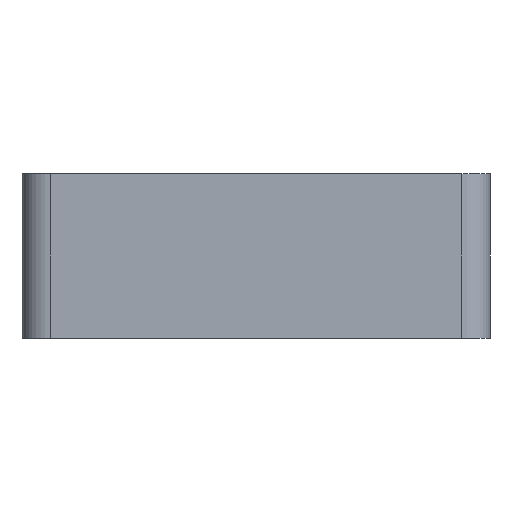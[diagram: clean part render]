
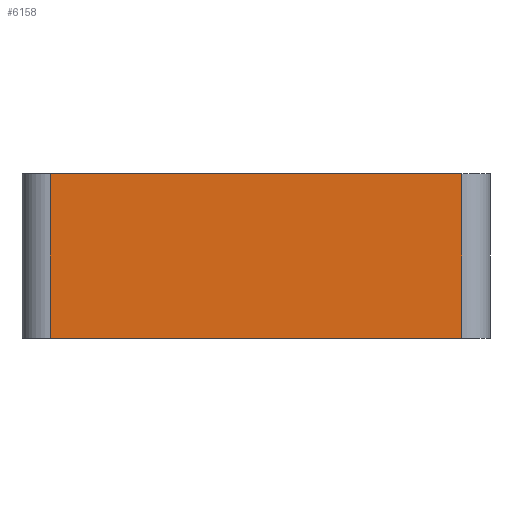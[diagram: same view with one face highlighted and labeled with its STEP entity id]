
A CAD part, left-side view. The second image highlights one B-rep face of the part: STEP entity #6158.
In plain terms, the highlighted planar face has unit normal (-1, 0, 0).
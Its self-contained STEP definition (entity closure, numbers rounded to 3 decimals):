
#375=FACE_OUTER_BOUND('',#724,.T.);
#724=EDGE_LOOP('',(#4596,#4597,#4598,#4599));
#1291=LINE('',#9304,#2051);
#1293=LINE('',#9310,#2053);
#1294=LINE('',#9312,#2054);
#1295=LINE('',#9313,#2055);
#2051=VECTOR('',#7493,10.);
#2053=VECTOR('',#7499,10.);
#2054=VECTOR('',#7500,10.);
#2055=VECTOR('',#7501,10.);
#2788=VERTEX_POINT('',#9301);
#2789=VERTEX_POINT('',#9303);
#2791=VERTEX_POINT('',#9309);
#2792=VERTEX_POINT('',#9311);
#3483=EDGE_CURVE('',#2788,#2789,#1291,.T.);
#3486=EDGE_CURVE('',#2788,#2791,#1293,.T.);
#3487=EDGE_CURVE('',#2792,#2791,#1294,.T.);
#3488=EDGE_CURVE('',#2789,#2792,#1295,.T.);
#4596=ORIENTED_EDGE('',*,*,#3483,.F.);
#4597=ORIENTED_EDGE('',*,*,#3486,.T.);
#4598=ORIENTED_EDGE('',*,*,#3487,.F.);
#4599=ORIENTED_EDGE('',*,*,#3488,.F.);
#5881=PLANE('',#6556);
#6158=ADVANCED_FACE('',(#375),#5881,.F.);
#6556=AXIS2_PLACEMENT_3D('',#9308,#7497,#7498);
#7493=DIRECTION('',(0.,0.,-1.));
#7497=DIRECTION('center_axis',(1.,0.,0.));
#7498=DIRECTION('ref_axis',(0.,-1.,0.));
#7499=DIRECTION('',(0.,1.,0.));
#7500=DIRECTION('',(0.,0.,1.));
#7501=DIRECTION('',(0.,1.,0.));
#9301=CARTESIAN_POINT('',(-4.8,-2.6,8.57));
#9303=CARTESIAN_POINT('',(-4.8,-2.6,-14.73));
#9304=CARTESIAN_POINT('',(-4.8,-2.6,5.57));
#9308=CARTESIAN_POINT('Origin',(-4.8,52.,5.57));
#9309=CARTESIAN_POINT('',(-4.8,55.8,8.57));
#9310=CARTESIAN_POINT('',(-4.8,52.,8.57));
#9311=CARTESIAN_POINT('',(-4.8,55.8,-14.73));
#9312=CARTESIAN_POINT('',(-4.8,55.8,5.57));
#9313=CARTESIAN_POINT('',(-4.8,52.,-14.73));
